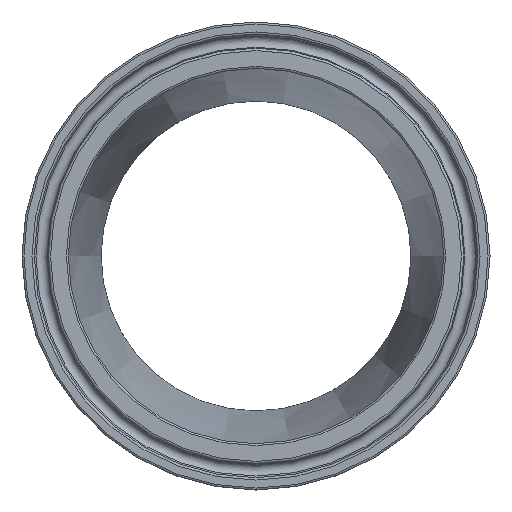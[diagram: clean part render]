
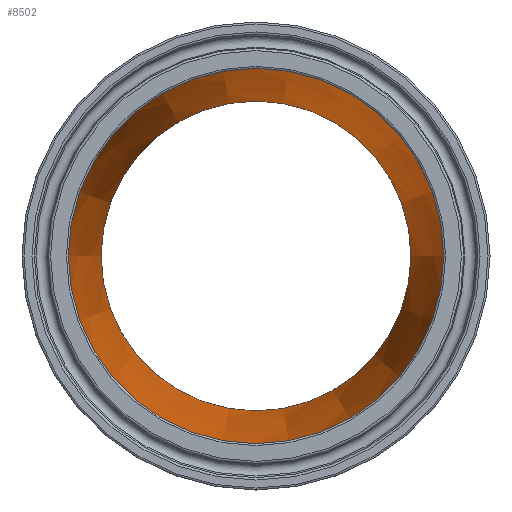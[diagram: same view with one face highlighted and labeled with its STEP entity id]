
A CAD part, left-side view. The second image highlights one B-rep face of the part: STEP entity #8502.
In plain terms, the highlighted conical face has half-angle 7.125 degrees and reference radius 33.274 mm.
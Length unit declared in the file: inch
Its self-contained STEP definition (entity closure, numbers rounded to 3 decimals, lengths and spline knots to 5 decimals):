
#161=FACE_BOUND('',#1592,.T.);
#1038=FACE_OUTER_BOUND('',#1591,.T.);
#1591=EDGE_LOOP('',(#7909));
#1592=EDGE_LOOP('',(#7910));
#2954=CIRCLE('',#9015,1.185);
#2955=CIRCLE('',#9017,1.435);
#4206=VERTEX_POINT('',#18505);
#4207=VERTEX_POINT('',#18508);
#5443=EDGE_CURVE('',#4206,#4206,#2954,.T.);
#5444=EDGE_CURVE('',#4207,#4207,#2955,.T.);
#7909=ORIENTED_EDGE('',*,*,#5444,.F.);
#7910=ORIENTED_EDGE('',*,*,#5443,.T.);
#7963=CONICAL_SURFACE('',#9016,1.31,7.125);
#8502=ADVANCED_FACE('',(#1038,#161),#7963,.F.);
#9015=AXIS2_PLACEMENT_3D('',#18506,#10615,#10616);
#9016=AXIS2_PLACEMENT_3D('',#18507,#10617,#10618);
#9017=AXIS2_PLACEMENT_3D('',#18509,#10619,#10620);
#10615=DIRECTION('center_axis',(1.,0.,0.));
#10616=DIRECTION('ref_axis',(0.,-1.,0.));
#10617=DIRECTION('center_axis',(-1.,0.,0.));
#10618=DIRECTION('ref_axis',(0.,-1.,0.));
#10619=DIRECTION('center_axis',(1.,0.,0.));
#10620=DIRECTION('ref_axis',(0.,-1.,0.));
#18505=CARTESIAN_POINT('',(2.,-1.185,0.));
#18506=CARTESIAN_POINT('Origin',(2.,0.,0.));
#18507=CARTESIAN_POINT('Origin',(1.,0.,0.));
#18508=CARTESIAN_POINT('',(0.,-1.435,0.));
#18509=CARTESIAN_POINT('Origin',(0.,0.,0.));
